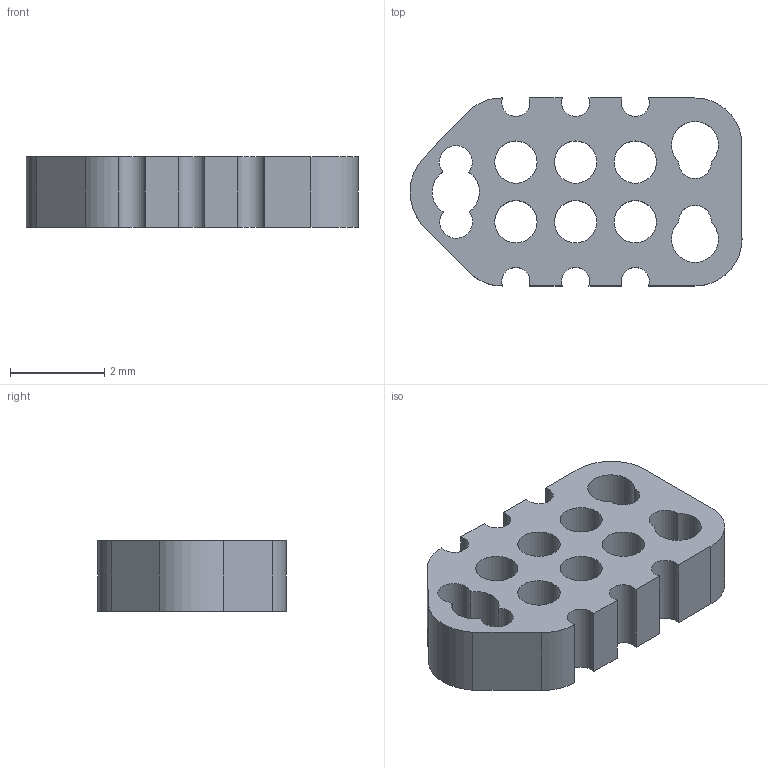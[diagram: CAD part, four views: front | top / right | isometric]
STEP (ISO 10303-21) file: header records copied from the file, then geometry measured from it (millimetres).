
FILE_DESCRIPTION(('KiCad electronic assembly'),'2;1');
FILE_NAME('ct2030-pcb.step','2025-08-24T04:20:28',('Pcbnew'),('Kicad'), 'Open CASCADE STEP processor 7.9','KiCad to STEP converter','Unknown' );
FILE_SCHEMA(('AUTOMOTIVE_DESIGN { 1 0 10303 214 1 1 1 1 }'));
Length unit declared in the file: millimetre
Products named in the file (2): ct2030-pcb 1; ct2030-pcb_PCB
Assembly tree (1 placements, depth 2):
  ct2030-pcb 1
    ct2030-pcb_PCB
Bounding box: 7.06 x 4 x 1.51 mm (x, y, z)
Volume: 25.8 mm3; surface area: 112.3 mm2
Topology: 1 solids, 1 shells, 41 faces, 117 edges, 78 vertices
Faces by surface type: cylinder 28, plane 13
Full cylindrical faces by diameter (mm): 0.9 x6
Entity records: 1440 total; most frequent: DIRECTION 259, CARTESIAN_POINT 238, ORIENTED_EDGE 234, EDGE_CURVE 117, AXIS2_PLACEMENT_3D 99, VERTEX_POINT 78, LINE 61, VECTOR 61
